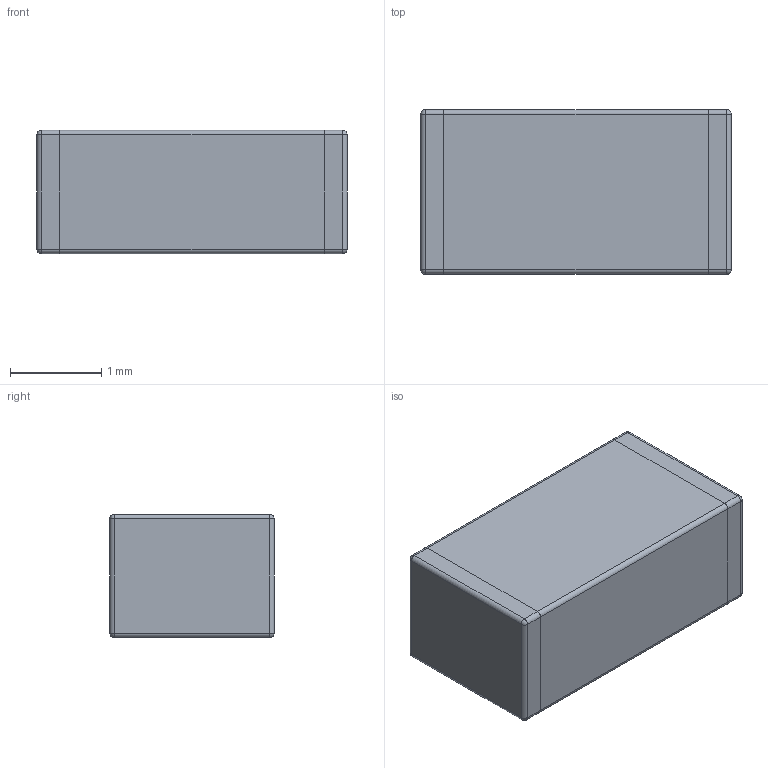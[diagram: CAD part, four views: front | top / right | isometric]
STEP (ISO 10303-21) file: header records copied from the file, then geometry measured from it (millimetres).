
FILE_DESCRIPTION(('Open CASCADE Model'),'2;1');
FILE_NAME('Open CASCADE Shape Model','2017-12-31T15:22:32',('Author'),( 'Open CASCADE'),'Open CASCADE STEP processor 6.8','Open CASCADE 6.8' ,'Unknown');
FILE_SCHEMA(('AUTOMOTIVE_DESIGN_CC2 { 1 2 10303 214 -1 1 5 4 }'));
Length unit declared in the file: millimetre
Products named in the file (6): CAPCP3216X14N.step; Terminal; Open CASCADE STEP translator 6.8 4.1.1; Open CASCADE STEP translator 6.8 4.1.2; Mid_Body; Open CASCADE STEP translator 6.8 4.2.1
Assembly tree (5 placements, depth 3):
  CAPCP3216X14N.step
    Terminal
      Open CASCADE STEP translator 6.8 4.1.1
      Open CASCADE STEP translator 6.8 4.1.2
    Mid_Body
      Open CASCADE STEP translator 6.8 4.2.1
Bounding box: 3.4 x 1.8 x 1.35 mm (x, y, z)
Volume: 8.2 mm3; surface area: 35.4 mm2
Topology: 3 solids, 3 shells, 46 faces, 104 edges, 56 vertices
Faces by surface type: cylinder 20, plane 18, sphere 8
Entity records: 2552 total; most frequent: CARTESIAN_POINT 428, DIRECTION 400, LINE 200, VECTOR 200, ORIENTED_EDGE 192, PCURVE 192, DEFINITIONAL_REPRESENTATION 192, EDGE_CURVE 96
